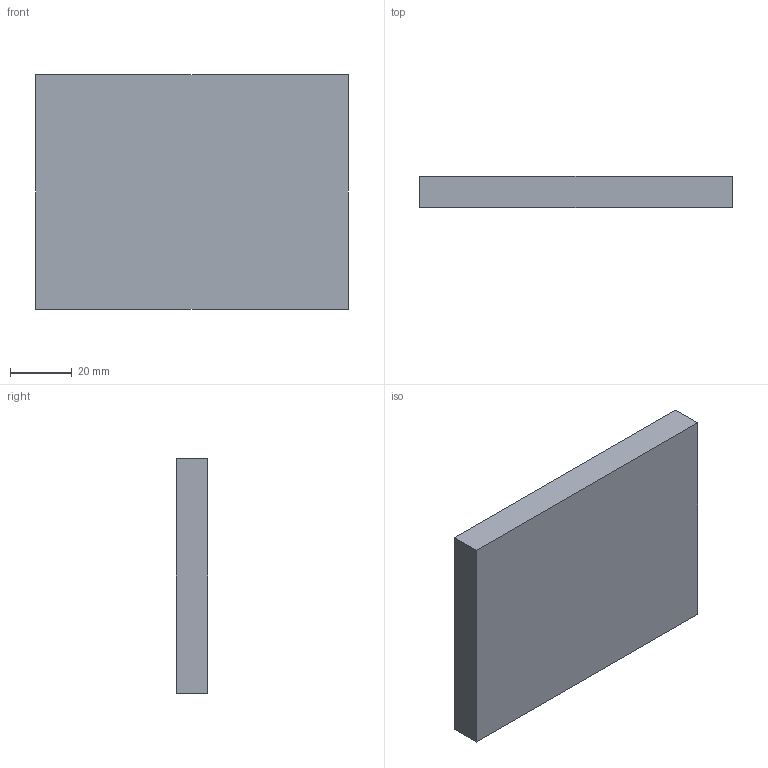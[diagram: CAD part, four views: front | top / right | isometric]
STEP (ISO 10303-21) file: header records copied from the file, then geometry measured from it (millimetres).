
FILE_DESCRIPTION(/* description */ (''),/* implementation_level */ '2;1');
FILE_NAME(/* name */ 'Maze Board.step',/* time_stamp */ '2024-03-25T15:01:39-04:00',/* author */ (''),/* organization */ (''),/* preprocessor_version */ 'ST-DEVELOPER v20',/* originating_system */ 'Autodesk Translation Framework v12.20.1.177',/* authorisation */ '');
FILE_SCHEMA (('AUTOMOTIVE_DESIGN { 1 0 10303 214 3 1 1 }'));
Length unit declared in the file: inch
Products named in the file (1): (Unsaved)
Bounding box: 101.6 x 10.16 x 76.2 mm (x, y, z)
Volume: 35395 mm3; surface area: 25845.6 mm2
Topology: 1 solids, 1 shells, 136 faces, 366 edges, 244 vertices
Faces by surface type: plane 130, cylinder 6
Full cylindrical faces by diameter (mm): 2 x4, 3.175 x2
Entity records: 4224 total; most frequent: CARTESIAN_POINT 747, ORIENTED_EDGE 732, DIRECTION 652, EDGE_CURVE 366, LINE 354, VECTOR 354, VERTEX_POINT 244, AXIS2_PLACEMENT_3D 149
